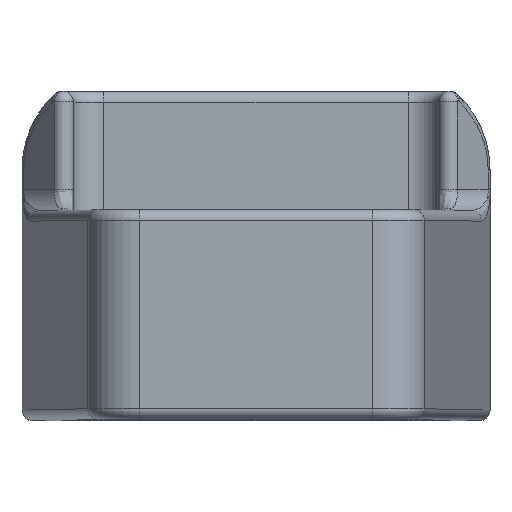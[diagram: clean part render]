
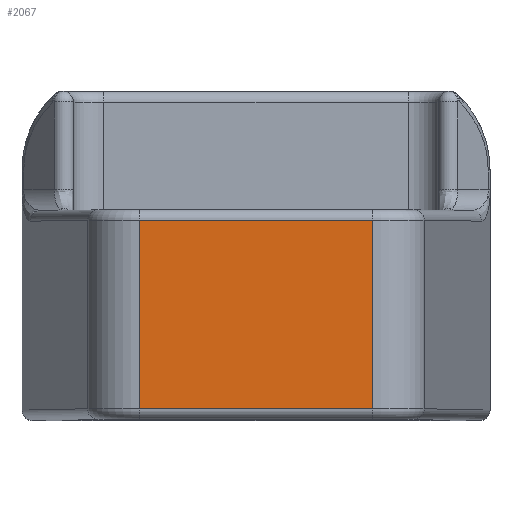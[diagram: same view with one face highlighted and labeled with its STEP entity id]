
A CAD part, top view. The second image highlights one B-rep face of the part: STEP entity #2067.
In plain terms, the highlighted planar face has unit normal (0, 0, 1).
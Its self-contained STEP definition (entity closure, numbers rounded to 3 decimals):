
#186=FACE_OUTER_BOUND('',#324,.T.);
#324=EDGE_LOOP('',(#1469,#1470,#1471,#1472));
#595=LINE('',#3310,#772);
#596=LINE('',#3312,#773);
#597=LINE('',#3314,#774);
#598=LINE('',#3315,#775);
#772=VECTOR('',#2579,18.);
#773=VECTOR('',#2580,22.257);
#774=VECTOR('',#2581,18.);
#775=VECTOR('',#2582,22.257);
#957=VERTEX_POINT('',#3308);
#958=VERTEX_POINT('',#3309);
#959=VERTEX_POINT('',#3311);
#960=VERTEX_POINT('',#3313);
#1147=EDGE_CURVE('',#957,#958,#595,.T.);
#1148=EDGE_CURVE('',#957,#959,#596,.T.);
#1149=EDGE_CURVE('',#959,#960,#597,.T.);
#1150=EDGE_CURVE('',#960,#958,#598,.F.);
#1469=ORIENTED_EDGE('',*,*,#1147,.F.);
#1470=ORIENTED_EDGE('',*,*,#1148,.T.);
#1471=ORIENTED_EDGE('',*,*,#1149,.T.);
#1472=ORIENTED_EDGE('',*,*,#1150,.T.);
#2020=PLANE('',#2230);
#2067=ADVANCED_FACE('',(#186),#2020,.T.);
#2230=AXIS2_PLACEMENT_3D('',#3307,#2577,#2578);
#2577=DIRECTION('center_axis',(0.,0.,1.));
#2578=DIRECTION('ref_axis',(1.,0.,0.));
#2579=DIRECTION('',(0.,-1.,0.));
#2580=DIRECTION('',(-1.,0.,0.));
#2581=DIRECTION('',(0.,-1.,0.));
#2582=DIRECTION('',(-1.,0.,0.));
#3307=CARTESIAN_POINT('Origin',(0.,58.1,59.4));
#3308=CARTESIAN_POINT('',(11.128,57.1,59.4));
#3309=CARTESIAN_POINT('',(11.128,39.1,59.4));
#3310=CARTESIAN_POINT('',(11.128,57.1,59.4));
#3311=CARTESIAN_POINT('',(-11.128,57.1,59.4));
#3312=CARTESIAN_POINT('',(11.128,57.1,59.4));
#3313=CARTESIAN_POINT('',(-11.128,39.1,59.4));
#3314=CARTESIAN_POINT('',(-11.128,57.1,59.4));
#3315=CARTESIAN_POINT('',(11.128,39.1,59.4));
